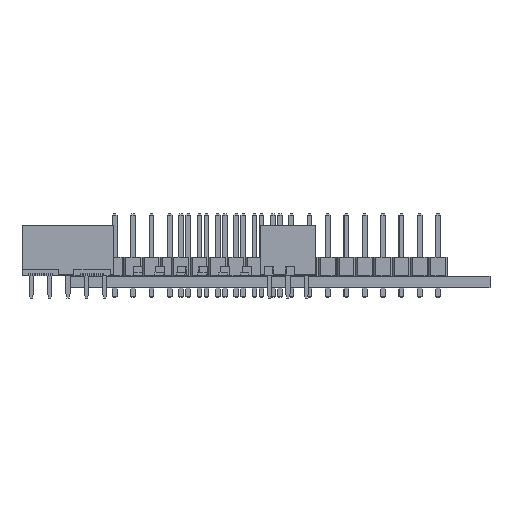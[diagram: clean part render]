
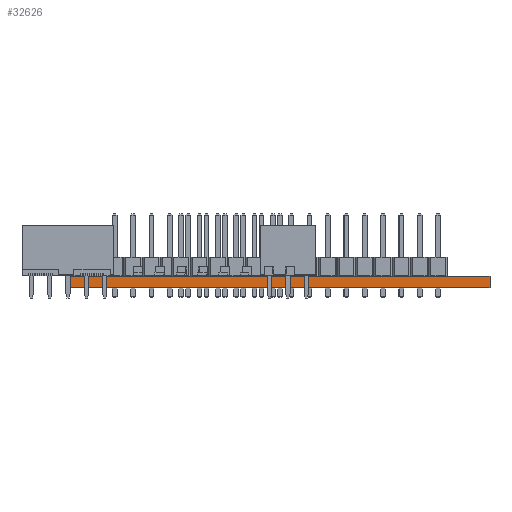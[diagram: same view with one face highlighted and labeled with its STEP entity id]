
A CAD part, left-side view. The second image highlights one B-rep face of the part: STEP entity #32626.
In plain terms, the highlighted planar face has unit normal (-1, 0, 0).
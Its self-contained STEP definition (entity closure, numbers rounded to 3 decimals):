
#32570 = VERTEX_POINT('',#32571);
#32571 = CARTESIAN_POINT('',(90.,-97.5,1.6));
#32577 = EDGE_CURVE('',#32578,#32570,#32580,.T.);
#32578 = VERTEX_POINT('',#32579);
#32579 = CARTESIAN_POINT('',(90.,-97.5,0.));
#32580 = LINE('',#32581,#32582);
#32581 = CARTESIAN_POINT('',(90.,-97.5,0.));
#32582 = VECTOR('',#32583,1.);
#32583 = DIRECTION('',(0.,0.,1.));
#32626 = ADVANCED_FACE('',(#32627),#32652,.T.);
#32627 = FACE_BOUND('',#32628,.T.);
#32628 = EDGE_LOOP('',(#32629,#32630,#32638,#32646));
#32629 = ORIENTED_EDGE('',*,*,#32577,.T.);
#32630 = ORIENTED_EDGE('',*,*,#32631,.T.);
#32631 = EDGE_CURVE('',#32570,#32632,#32634,.T.);
#32632 = VERTEX_POINT('',#32633);
#32633 = CARTESIAN_POINT('',(90.,-39.5,1.6));
#32634 = LINE('',#32635,#32636);
#32635 = CARTESIAN_POINT('',(90.,-97.5,1.6));
#32636 = VECTOR('',#32637,1.);
#32637 = DIRECTION('',(0.,1.,0.));
#32638 = ORIENTED_EDGE('',*,*,#32639,.F.);
#32639 = EDGE_CURVE('',#32640,#32632,#32642,.T.);
#32640 = VERTEX_POINT('',#32641);
#32641 = CARTESIAN_POINT('',(90.,-39.5,0.));
#32642 = LINE('',#32643,#32644);
#32643 = CARTESIAN_POINT('',(90.,-39.5,0.));
#32644 = VECTOR('',#32645,1.);
#32645 = DIRECTION('',(0.,0.,1.));
#32646 = ORIENTED_EDGE('',*,*,#32647,.F.);
#32647 = EDGE_CURVE('',#32578,#32640,#32648,.T.);
#32648 = LINE('',#32649,#32650);
#32649 = CARTESIAN_POINT('',(90.,-97.5,0.));
#32650 = VECTOR('',#32651,1.);
#32651 = DIRECTION('',(0.,1.,0.));
#32652 = PLANE('',#32653);
#32653 = AXIS2_PLACEMENT_3D('',#32654,#32655,#32656);
#32654 = CARTESIAN_POINT('',(90.,-97.5,0.));
#32655 = DIRECTION('',(-1.,0.,0.));
#32656 = DIRECTION('',(0.,1.,0.));
